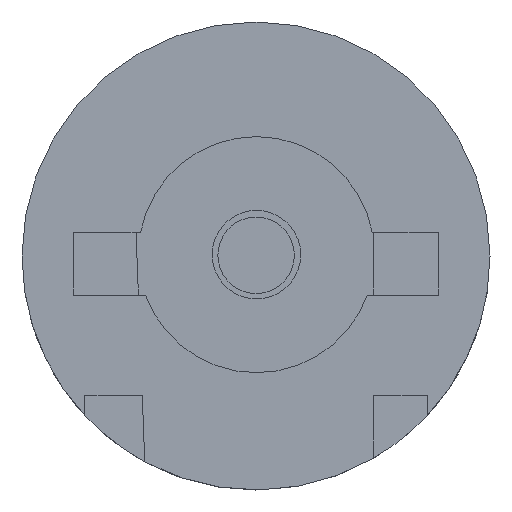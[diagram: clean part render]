
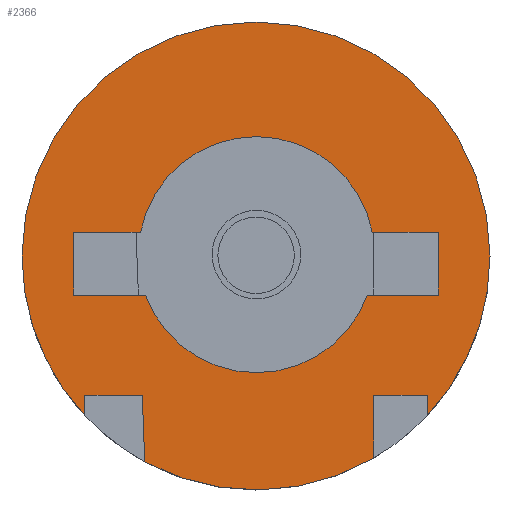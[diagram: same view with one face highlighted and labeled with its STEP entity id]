
A CAD part, left-side view. The second image highlights one B-rep face of the part: STEP entity #2366.
In plain terms, the highlighted planar face has unit normal (-1, 0, 0).
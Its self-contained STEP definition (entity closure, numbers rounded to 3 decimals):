
#2210 = VERTEX_POINT('',#2211);
#2211 = CARTESIAN_POINT('',(3.354,-3.965,
    0.716));
#2217 = EDGE_CURVE('',#2210,#2218,#2220,.T.);
#2218 = VERTEX_POINT('',#2219);
#2219 = CARTESIAN_POINT('',(3.354,-2.901,
    -1.987));
#2220 = CIRCLE('',#2221,3.965);
#2221 = AXIS2_PLACEMENT_3D('',#2222,#2223,#2224);
#2222 = CARTESIAN_POINT('',(3.354,0.,
    0.716));
#2223 = DIRECTION('',(1.,0.,0.));
#2224 = DIRECTION('',(0.,1.,0.));
#2244 = VERTEX_POINT('',#2245);
#2245 = CARTESIAN_POINT('',(3.354,-1.995,
    -2.711));
#2251 = EDGE_CURVE('',#2244,#2252,#2254,.T.);
#2252 = VERTEX_POINT('',#2253);
#2253 = CARTESIAN_POINT('',(3.354,1.885,
    -2.773));
#2254 = CIRCLE('',#2255,3.965);
#2255 = AXIS2_PLACEMENT_3D('',#2256,#2257,#2258);
#2256 = CARTESIAN_POINT('',(3.354,0.,
    0.716));
#2257 = DIRECTION('',(1.,0.,0.));
#2258 = DIRECTION('',(0.,1.,0.));
#2278 = VERTEX_POINT('',#2279);
#2279 = CARTESIAN_POINT('',(3.354,2.899,-1.989
    ));
#2285 = EDGE_CURVE('',#2278,#2286,#2288,.T.);
#2286 = VERTEX_POINT('',#2287);
#2287 = CARTESIAN_POINT('',(3.354,3.965,0.716
    ));
#2288 = CIRCLE('',#2289,3.965);
#2289 = AXIS2_PLACEMENT_3D('',#2290,#2291,#2292);
#2290 = CARTESIAN_POINT('',(3.354,0.,
    0.716));
#2291 = DIRECTION('',(1.,0.,0.));
#2292 = DIRECTION('',(0.,1.,0.));
#2309 = EDGE_CURVE('',#2252,#2310,#2312,.T.);
#2310 = VERTEX_POINT('',#2311);
#2311 = CARTESIAN_POINT('',(3.354,1.928,
    -1.647));
#2312 = LINE('',#2313,#2314);
#2313 = CARTESIAN_POINT('',(3.354,2.018,0.708
    ));
#2314 = VECTOR('',#2315,1.);
#2315 = DIRECTION('',(0.,0.038,
    0.999));
#2339 = EDGE_CURVE('',#2340,#2244,#2342,.T.);
#2340 = VERTEX_POINT('',#2341);
#2341 = CARTESIAN_POINT('',(3.354,-1.995,
    -1.647));
#2342 = LINE('',#2343,#2344);
#2343 = CARTESIAN_POINT('',(3.354,-1.995,
    0.711));
#2344 = VECTOR('',#2345,1.);
#2345 = DIRECTION('',(0.,0.,-1.));
#2366 = ADVANCED_FACE('',(#2367,#2409),#2477,.F.);
#2367 = FACE_BOUND('',#2368,.T.);
#2368 = EDGE_LOOP('',(#2369,#2370,#2371,#2372,#2380,#2386,#2387,#2394,
    #2395,#2403));
#2369 = ORIENTED_EDGE('',*,*,#2309,.F.);
#2370 = ORIENTED_EDGE('',*,*,#2251,.F.);
#2371 = ORIENTED_EDGE('',*,*,#2339,.F.);
#2372 = ORIENTED_EDGE('',*,*,#2373,.F.);
#2373 = EDGE_CURVE('',#2374,#2340,#2376,.T.);
#2374 = VERTEX_POINT('',#2375);
#2375 = CARTESIAN_POINT('',(3.354,-2.901,
    -1.647));
#2376 = LINE('',#2377,#2378);
#2377 = CARTESIAN_POINT('',(3.354,-0.001,
    -1.647));
#2378 = VECTOR('',#2379,1.);
#2379 = DIRECTION('',(0.,1.,0.));
#2380 = ORIENTED_EDGE('',*,*,#2381,.F.);
#2381 = EDGE_CURVE('',#2218,#2374,#2382,.T.);
#2382 = LINE('',#2383,#2384);
#2383 = CARTESIAN_POINT('',(3.354,-2.901,
    0.711));
#2384 = VECTOR('',#2385,1.);
#2385 = DIRECTION('',(0.,0.,1.));
#2386 = ORIENTED_EDGE('',*,*,#2217,.F.);
#2387 = ORIENTED_EDGE('',*,*,#2388,.F.);
#2388 = EDGE_CURVE('',#2286,#2210,#2389,.T.);
#2389 = CIRCLE('',#2390,3.965);
#2390 = AXIS2_PLACEMENT_3D('',#2391,#2392,#2393);
#2391 = CARTESIAN_POINT('',(3.354,0.,
    0.716));
#2392 = DIRECTION('',(1.,0.,0.));
#2393 = DIRECTION('',(0.,1.,0.));
#2394 = ORIENTED_EDGE('',*,*,#2285,.F.);
#2395 = ORIENTED_EDGE('',*,*,#2396,.F.);
#2396 = EDGE_CURVE('',#2397,#2278,#2399,.T.);
#2397 = VERTEX_POINT('',#2398);
#2398 = CARTESIAN_POINT('',(3.354,2.899,
    -1.647));
#2399 = LINE('',#2400,#2401);
#2400 = CARTESIAN_POINT('',(3.354,2.899,0.711
    ));
#2401 = VECTOR('',#2402,1.);
#2402 = DIRECTION('',(0.,0.,-1.));
#2403 = ORIENTED_EDGE('',*,*,#2404,.F.);
#2404 = EDGE_CURVE('',#2310,#2397,#2405,.T.);
#2405 = LINE('',#2406,#2407);
#2406 = CARTESIAN_POINT('',(3.354,-0.001,
    -1.647));
#2407 = VECTOR('',#2408,1.);
#2408 = DIRECTION('',(0.,1.,0.));
#2409 = FACE_BOUND('',#2410,.T.);
#2410 = EDGE_LOOP('',(#2411,#2421,#2429,#2438,#2446,#2454,#2462,#2471));
#2411 = ORIENTED_EDGE('',*,*,#2412,.F.);
#2412 = EDGE_CURVE('',#2413,#2415,#2417,.T.);
#2413 = VERTEX_POINT('',#2414);
#2414 = CARTESIAN_POINT('',(3.354,-3.087,
    0.053));
#2415 = VERTEX_POINT('',#2416);
#2416 = CARTESIAN_POINT('',(3.354,-3.087,
    1.12));
#2417 = LINE('',#2418,#2419);
#2418 = CARTESIAN_POINT('',(3.354,-3.087,
    0.503));
#2419 = VECTOR('',#2420,1.);
#2420 = DIRECTION('',(0.,0.,1.));
#2421 = ORIENTED_EDGE('',*,*,#2422,.F.);
#2422 = EDGE_CURVE('',#2423,#2413,#2425,.T.);
#2423 = VERTEX_POINT('',#2424);
#2424 = CARTESIAN_POINT('',(3.354,-1.886,
    0.053));
#2425 = LINE('',#2426,#2427);
#2426 = CARTESIAN_POINT('',(3.354,-0.241,
    0.053));
#2427 = VECTOR('',#2428,1.);
#2428 = DIRECTION('',(0.,-1.,0.));
#2429 = ORIENTED_EDGE('',*,*,#2430,.T.);
#2430 = EDGE_CURVE('',#2423,#2431,#2433,.T.);
#2431 = VERTEX_POINT('',#2432);
#2432 = CARTESIAN_POINT('',(3.354,1.872,
    0.053));
#2433 = CIRCLE('',#2434,2.);
#2434 = AXIS2_PLACEMENT_3D('',#2435,#2436,#2437);
#2435 = CARTESIAN_POINT('',(3.354,-0.007,
    0.738));
#2436 = DIRECTION('',(1.,0.,0.));
#2437 = DIRECTION('',(0.,-1.,0.));
#2438 = ORIENTED_EDGE('',*,*,#2439,.F.);
#2439 = EDGE_CURVE('',#2440,#2431,#2442,.T.);
#2440 = VERTEX_POINT('',#2441);
#2441 = CARTESIAN_POINT('',(3.354,3.085,
    0.053));
#2442 = LINE('',#2443,#2444);
#2443 = CARTESIAN_POINT('',(3.354,0.239,
    0.053));
#2444 = VECTOR('',#2445,1.);
#2445 = DIRECTION('',(0.,-1.,0.));
#2446 = ORIENTED_EDGE('',*,*,#2447,.F.);
#2447 = EDGE_CURVE('',#2448,#2440,#2450,.T.);
#2448 = VERTEX_POINT('',#2449);
#2449 = CARTESIAN_POINT('',(3.354,3.085,1.12
    ));
#2450 = LINE('',#2451,#2452);
#2451 = CARTESIAN_POINT('',(3.354,3.085,0.503
    ));
#2452 = VECTOR('',#2453,1.);
#2453 = DIRECTION('',(0.,0.,-1.));
#2454 = ORIENTED_EDGE('',*,*,#2455,.F.);
#2455 = EDGE_CURVE('',#2456,#2448,#2458,.T.);
#2456 = VERTEX_POINT('',#2457);
#2457 = CARTESIAN_POINT('',(3.354,1.956,1.12
    ));
#2458 = LINE('',#2459,#2460);
#2459 = CARTESIAN_POINT('',(3.354,0.239,1.12
    ));
#2460 = VECTOR('',#2461,1.);
#2461 = DIRECTION('',(0.,1.,0.));
#2462 = ORIENTED_EDGE('',*,*,#2463,.T.);
#2463 = EDGE_CURVE('',#2456,#2464,#2466,.T.);
#2464 = VERTEX_POINT('',#2465);
#2465 = CARTESIAN_POINT('',(3.354,-1.971,
    1.12));
#2466 = CIRCLE('',#2467,2.);
#2467 = AXIS2_PLACEMENT_3D('',#2468,#2469,#2470);
#2468 = CARTESIAN_POINT('',(3.354,-0.007,
    0.738));
#2469 = DIRECTION('',(1.,0.,0.));
#2470 = DIRECTION('',(0.,-1.,0.));
#2471 = ORIENTED_EDGE('',*,*,#2472,.F.);
#2472 = EDGE_CURVE('',#2415,#2464,#2473,.T.);
#2473 = LINE('',#2474,#2475);
#2474 = CARTESIAN_POINT('',(3.354,-0.241,
    1.12));
#2475 = VECTOR('',#2476,1.);
#2476 = DIRECTION('',(0.,1.,0.));
#2477 = PLANE('',#2478);
#2478 = AXIS2_PLACEMENT_3D('',#2479,#2480,#2481);
#2479 = CARTESIAN_POINT('',(3.354,-0.001,
    0.711));
#2480 = DIRECTION('',(1.,0.,0.));
#2481 = DIRECTION('',(0.,-1.,0.));
